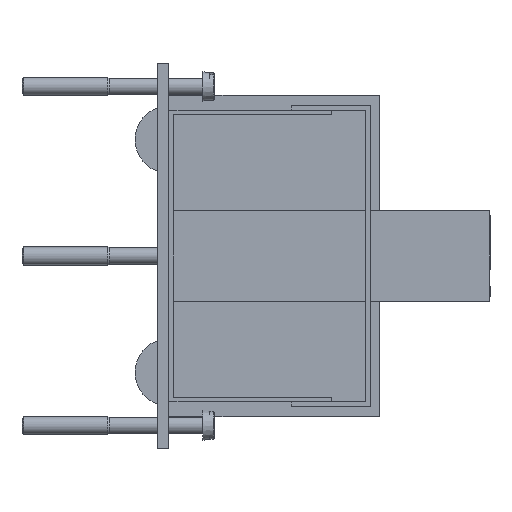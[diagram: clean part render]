
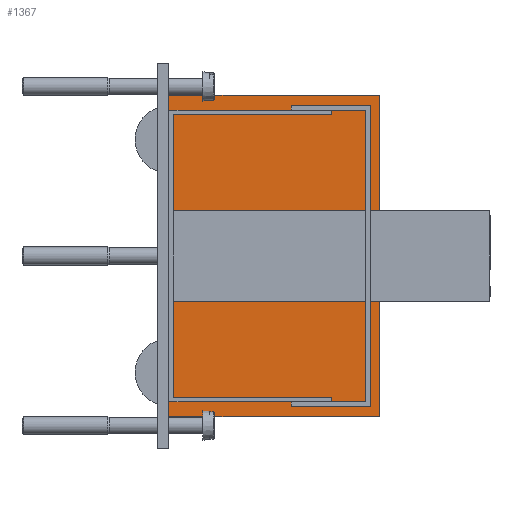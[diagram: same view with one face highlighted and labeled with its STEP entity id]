
A CAD part, left-side view. The second image highlights one B-rep face of the part: STEP entity #1367.
In plain terms, the highlighted face is planar.
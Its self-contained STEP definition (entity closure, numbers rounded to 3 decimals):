
#181=FACE_OUTER_BOUND('',#261,.T.);
#261=EDGE_LOOP('',(#988,#989,#990,#991,#992,#993,#994,#995));
#371=LINE('',#2233,#512);
#375=LINE('',#2240,#516);
#378=LINE('',#2246,#519);
#379=LINE('',#2249,#520);
#380=LINE('',#2251,#521);
#381=LINE('',#2253,#522);
#382=LINE('',#2255,#523);
#383=LINE('',#2256,#524);
#512=VECTOR('',#1818,10.);
#516=VECTOR('',#1824,10.);
#519=VECTOR('',#1829,10.);
#520=VECTOR('',#1832,10.);
#521=VECTOR('',#1833,10.);
#522=VECTOR('',#1834,10.);
#523=VECTOR('',#1835,10.);
#524=VECTOR('',#1836,10.);
#645=VERTEX_POINT('',#2230);
#646=VERTEX_POINT('',#2232);
#648=VERTEX_POINT('',#2238);
#650=VERTEX_POINT('',#2244);
#651=VERTEX_POINT('',#2248);
#652=VERTEX_POINT('',#2250);
#653=VERTEX_POINT('',#2252);
#654=VERTEX_POINT('',#2254);
#773=EDGE_CURVE('',#646,#645,#371,.T.);
#777=EDGE_CURVE('',#645,#648,#375,.T.);
#780=EDGE_CURVE('',#648,#650,#378,.T.);
#781=EDGE_CURVE('',#650,#651,#379,.T.);
#782=EDGE_CURVE('',#651,#652,#380,.T.);
#783=EDGE_CURVE('',#652,#653,#381,.T.);
#784=EDGE_CURVE('',#653,#654,#382,.T.);
#785=EDGE_CURVE('',#654,#646,#383,.T.);
#988=ORIENTED_EDGE('',*,*,#773,.T.);
#989=ORIENTED_EDGE('',*,*,#777,.T.);
#990=ORIENTED_EDGE('',*,*,#780,.T.);
#991=ORIENTED_EDGE('',*,*,#781,.T.);
#992=ORIENTED_EDGE('',*,*,#782,.T.);
#993=ORIENTED_EDGE('',*,*,#783,.T.);
#994=ORIENTED_EDGE('',*,*,#784,.T.);
#995=ORIENTED_EDGE('',*,*,#785,.T.);
#1303=PLANE('',#1646);
#1367=ADVANCED_FACE('',(#181),#1303,.F.);
#1646=AXIS2_PLACEMENT_3D('',#2247,#1830,#1831);
#1818=DIRECTION('',(0.,1.,0.));
#1824=DIRECTION('',(-1.,0.,0.));
#1829=DIRECTION('',(0.,-1.,0.));
#1830=DIRECTION('center_axis',(0.,0.,1.));
#1831=DIRECTION('ref_axis',(1.,0.,0.));
#1832=DIRECTION('',(-1.,0.,0.));
#1833=DIRECTION('',(0.,1.,0.));
#1834=DIRECTION('',(1.,0.,0.));
#1835=DIRECTION('',(0.,-1.,0.));
#1836=DIRECTION('',(-1.,0.,0.));
#2230=CARTESIAN_POINT('',(-0.162,-63.845,0.));
#2232=CARTESIAN_POINT('',(-0.162,-67.845,0.));
#2233=CARTESIAN_POINT('',(-0.162,-41.595,0.));
#2238=CARTESIAN_POINT('',(-25.162,-63.845,0.));
#2240=CARTESIAN_POINT('',(-18.912,-63.845,0.));
#2244=CARTESIAN_POINT('',(-25.162,-67.845,0.));
#2246=CARTESIAN_POINT('',(-25.162,-43.595,0.));
#2247=CARTESIAN_POINT('Origin',(-12.662,-19.345,0.));
#2248=CARTESIAN_POINT('',(-83.662,-67.845,0.));
#2249=CARTESIAN_POINT('',(58.338,-67.845,0.));
#2250=CARTESIAN_POINT('',(-83.662,29.155,0.));
#2251=CARTESIAN_POINT('',(-83.662,-67.845,0.));
#2252=CARTESIAN_POINT('',(58.338,29.155,0.));
#2253=CARTESIAN_POINT('',(-83.662,29.155,0.));
#2254=CARTESIAN_POINT('',(58.338,-67.845,0.));
#2255=CARTESIAN_POINT('',(58.338,29.155,0.));
#2256=CARTESIAN_POINT('',(58.338,-67.845,0.));
